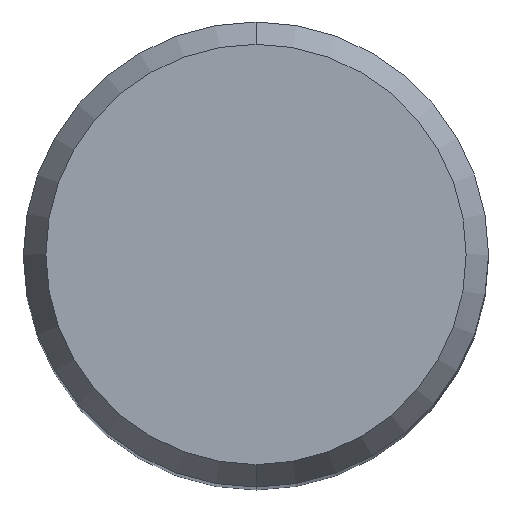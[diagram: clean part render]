
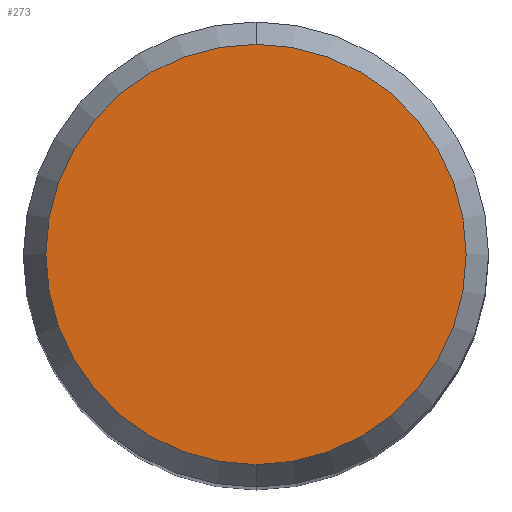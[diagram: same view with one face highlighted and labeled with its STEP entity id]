
A CAD part, top view. The second image highlights one B-rep face of the part: STEP entity #273.
In plain terms, the highlighted planar face has unit normal (0, 0, 1).
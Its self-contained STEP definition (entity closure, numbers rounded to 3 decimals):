
#273=ADVANCED_FACE('',(#580),#581,.T.);
#295=EDGE_CURVE('',#299,#397,#604,.T.);
#299=VERTEX_POINT('',#608);
#397=VERTEX_POINT('',#714);
#435=EDGE_CURVE('',#397,#299,#754,.T.);
#580=FACE_OUTER_BOUND('',#939,.T.);
#581=PLANE('',#940);
#604=CIRCLE('',#985,5.423);
#608=CARTESIAN_POINT('',(0.0,5.423,0.0));
#714=CARTESIAN_POINT('',(0.,-5.423,0.0));
#754=CIRCLE('',#1436,5.423);
#939=EDGE_LOOP('',(#1630,#1631));
#940=AXIS2_PLACEMENT_3D('',#1632,#1633,#1634);
#985=AXIS2_PLACEMENT_3D('',#1653,#1654,#1655);
#1436=AXIS2_PLACEMENT_3D('',#1773,#1774,#1775);
#1630=ORIENTED_EDGE('',*,*,#295,.F.);
#1631=ORIENTED_EDGE('',*,*,#435,.F.);
#1632=CARTESIAN_POINT('',(0.0,2.711,0.0));
#1633=DIRECTION('',(-0.0,0.0,1.0));
#1634=DIRECTION('',(0.0,-1.0,0.0));
#1653=CARTESIAN_POINT('',(0.0,0.0,0.0));
#1654=DIRECTION('',(0.0,0.0,-1.0));
#1655=DIRECTION('',(0.0,1.0,0.0));
#1773=CARTESIAN_POINT('',(0.0,0.0,0.0));
#1774=DIRECTION('',(0.0,0.0,-1.0));
#1775=DIRECTION('',(0.0,1.0,0.0));
